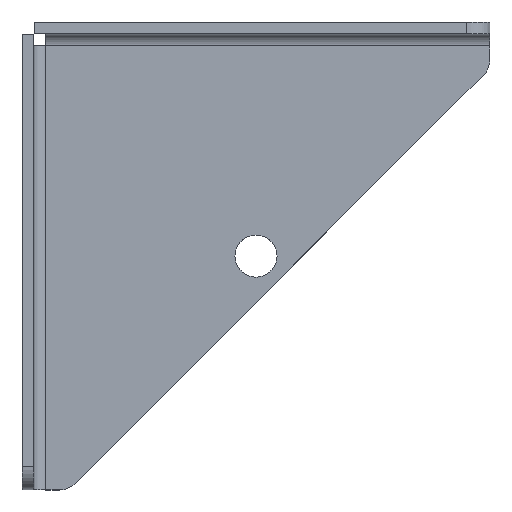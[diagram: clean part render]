
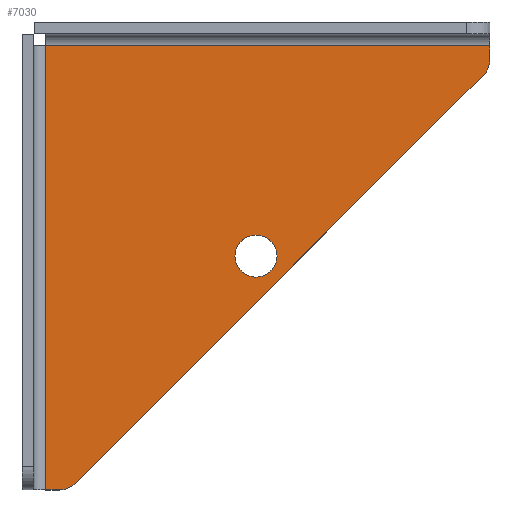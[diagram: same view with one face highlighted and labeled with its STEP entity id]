
A CAD part, top view. The second image highlights one B-rep face of the part: STEP entity #7030.
In plain terms, the highlighted planar face has unit normal (0, 0, 1).
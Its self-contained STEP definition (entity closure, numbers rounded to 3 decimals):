
#2230=CARTESIAN_POINT('',(100.,100.,0.));
#2240=DIRECTION('',(0.,1.,0.));
#2250=VECTOR('',#2240,1.);
#2260=LINE('',#2230,#2250);
#2270=CARTESIAN_POINT('',(100.,92.071,0.));
#2280=VERTEX_POINT('',#2270);
#2290=CARTESIAN_POINT('',(100.,94.94,0.));
#2300=VERTEX_POINT('',#2290);
#2310=EDGE_CURVE('',#2280,#2300,#2260,.T.);
#2860=CARTESIAN_POINT('',(98.536,88.536,0.));
#2870=VERTEX_POINT('',#2860);
#3020=CARTESIAN_POINT('',(11.464,1.464,0.));
#3030=VERTEX_POINT('',#3020);
#3060=CARTESIAN_POINT('',(10.,0.,0.));
#3070=DIRECTION('',(0.707,0.707,0.));
#3080=VECTOR('',#3070,1.);
#3090=LINE('',#3060,#3080);
#3100=EDGE_CURVE('',#3030,#2870,#3090,.T.);
#3280=CARTESIAN_POINT('',(95.,92.071,0.));
#3290=DIRECTION('',(0.,0.,1.));
#3300=DIRECTION('',(1.,0.,0.));
#3310=AXIS2_PLACEMENT_3D('',#3280,#3290,#3300);
#3320=CIRCLE('',#3310,5.);
#3330=EDGE_CURVE('',#2870,#2280,#3320,.T.);
#6010=CARTESIAN_POINT('',(5.06,0.,0.));
#6020=DIRECTION('',(0.,-1.,0.));
#6030=VECTOR('',#6020,1.);
#6040=LINE('',#6010,#6030);
#6050=CARTESIAN_POINT('',(5.06,94.94,0.));
#6060=VERTEX_POINT('',#6050);
#6070=CARTESIAN_POINT('',(5.06,0.,0.));
#6080=VERTEX_POINT('',#6070);
#6090=EDGE_CURVE('',#6060,#6080,#6040,.T.);
#6450=CARTESIAN_POINT('',(0.,94.94,0.));
#6460=DIRECTION('',(-1.,0.,0.));
#6470=VECTOR('',#6460,1.);
#6480=LINE('',#6450,#6470);
#6490=EDGE_CURVE('',#2300,#6060,#6480,.T.);
#6610=CARTESIAN_POINT('',(100.,100.,0.));
#6620=DIRECTION('',(0.,0.,-1.));
#6630=DIRECTION('',(-1.,0.,0.));
#6640=AXIS2_PLACEMENT_3D('',#6610,#6620,#6630);
#6650=PLANE('',#6640);
#6660=CARTESIAN_POINT('',(50.,50.,0.));
#6670=DIRECTION('',(0.,0.,1.));
#6680=DIRECTION('',(1.,0.,0.));
#6690=AXIS2_PLACEMENT_3D('',#6660,#6670,#6680);
#6700=CIRCLE('',#6690,4.5);
#6710=CARTESIAN_POINT('',(54.5,50.,0.));
#6720=VERTEX_POINT('',#6710);
#6730=CARTESIAN_POINT('',(45.5,50.,0.));
#6740=VERTEX_POINT('',#6730);
#6750=EDGE_CURVE('',#6720,#6740,#6700,.T.);
#6760=ORIENTED_EDGE('',*,*,#6750,.F.);
#6770=EDGE_CURVE('',#6740,#6720,#6700,.T.);
#6780=ORIENTED_EDGE('',*,*,#6770,.F.);
#6790=EDGE_LOOP('',(#6780,#6760));
#6800=FACE_BOUND('',#6790,.T.);
#6810=ORIENTED_EDGE('',*,*,#6490,.T.);
#6820=ORIENTED_EDGE('',*,*,#2310,.T.);
#6830=ORIENTED_EDGE('',*,*,#3330,.T.);
#6840=ORIENTED_EDGE('',*,*,#3100,.T.);
#6850=CARTESIAN_POINT('',(7.929,5.,0.));
#6860=DIRECTION('',(0.,0.,-1.));
#6870=DIRECTION('',(-1.,0.,0.));
#6880=AXIS2_PLACEMENT_3D('',#6850,#6860,#6870);
#6890=CIRCLE('',#6880,5.);
#6900=CARTESIAN_POINT('',(7.929,0.,0.));
#6910=VERTEX_POINT('',#6900);
#6920=EDGE_CURVE('',#3030,#6910,#6890,.T.);
#6930=ORIENTED_EDGE('',*,*,#6920,.F.);
#6940=CARTESIAN_POINT('',(-30.,0.,0.));
#6950=DIRECTION('',(1.,0.,0.));
#6960=VECTOR('',#6950,1.);
#6970=LINE('',#6940,#6960);
#6980=EDGE_CURVE('',#6080,#6910,#6970,.T.);
#6990=ORIENTED_EDGE('',*,*,#6980,.T.);
#7000=ORIENTED_EDGE('',*,*,#6090,.T.);
#7010=EDGE_LOOP('',(#7000,#6990,#6930,#6840,#6830,#6820,#6810));
#7020=FACE_OUTER_BOUND('',#7010,.T.);
#7030=ADVANCED_FACE('',(#6800,#7020),#6650,.F.);
